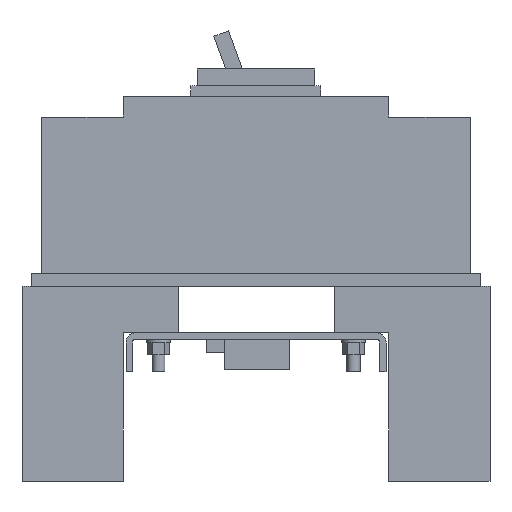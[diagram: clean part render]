
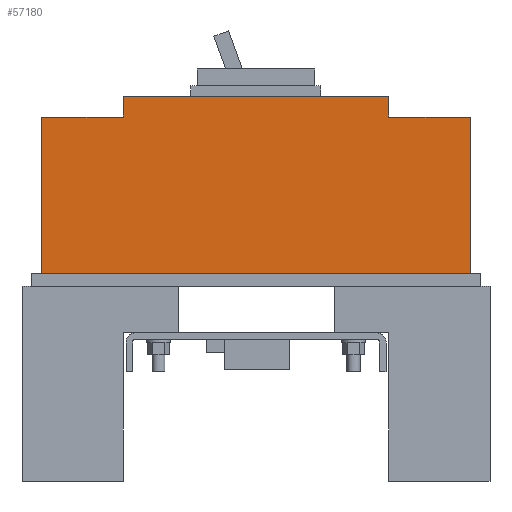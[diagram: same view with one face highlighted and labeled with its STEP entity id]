
A CAD part, left-side view. The second image highlights one B-rep face of the part: STEP entity #57180.
In plain terms, the highlighted planar face has unit normal (-1, 0, 0).
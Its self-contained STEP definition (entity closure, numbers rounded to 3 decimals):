
#56470=CARTESIAN_POINT('',(0.,0.,185.));
#56480=DIRECTION('',(1.,-0.,0.));
#56490=DIRECTION('',(0.,0.,-1.));
#56500=AXIS2_PLACEMENT_3D('',#56470,#56480,#56490);
#56510=PLANE('',#56500);
#56520=CARTESIAN_POINT('',(0.,141.,-27.));
#56530=DIRECTION('',(0.,-1.,0.));
#56540=VECTOR('',#56530,1.);
#56550=LINE('',#56520,#56540);
#56560=CARTESIAN_POINT('',(0.,141.,-27.));
#56570=VERTEX_POINT('',#56560);
#56580=CARTESIAN_POINT('',(0.,39.,-27.));
#56590=VERTEX_POINT('',#56580);
#56600=EDGE_CURVE('',#56570,#56590,#56550,.T.);
#56610=ORIENTED_EDGE('',*,*,#56600,.F.);
#56620=CARTESIAN_POINT('',(0.,39.,-27.));
#56630=DIRECTION('',(0.,0.,-1.));
#56640=VECTOR('',#56630,1.);
#56650=LINE('',#56620,#56640);
#56660=CARTESIAN_POINT('',(0.,39.,-35.));
#56670=VERTEX_POINT('',#56660);
#56680=EDGE_CURVE('',#56590,#56670,#56650,.T.);
#56690=ORIENTED_EDGE('',*,*,#56680,.F.);
#56700=CARTESIAN_POINT('',(0.,0.,-35.));
#56710=DIRECTION('',(0.,-1.,0.));
#56720=VECTOR('',#56710,1.);
#56730=LINE('',#56700,#56720);
#56740=CARTESIAN_POINT('',(0.,7.5,-35.));
#56750=VERTEX_POINT('',#56740);
#56760=EDGE_CURVE('',#56670,#56750,#56730,.T.);
#56770=ORIENTED_EDGE('',*,*,#56760,.F.);
#56780=CARTESIAN_POINT('',(0.,7.5,185.));
#56790=DIRECTION('',(0.,0.,-1.));
#56800=VECTOR('',#56790,1.);
#56810=LINE('',#56780,#56800);
#56820=CARTESIAN_POINT('',(0.,7.5,-95.));
#56830=VERTEX_POINT('',#56820);
#56840=EDGE_CURVE('',#56750,#56830,#56810,.T.);
#56850=ORIENTED_EDGE('',*,*,#56840,.F.);
#56860=CARTESIAN_POINT('',(0.,0.,-95.));
#56870=DIRECTION('',(0.,1.,0.));
#56880=VECTOR('',#56870,1.);
#56890=LINE('',#56860,#56880);
#56900=CARTESIAN_POINT('',(0.,172.5,-95.));
#56910=VERTEX_POINT('',#56900);
#56920=EDGE_CURVE('',#56830,#56910,#56890,.T.);
#56930=ORIENTED_EDGE('',*,*,#56920,.F.);
#56940=CARTESIAN_POINT('',(0.,172.5,185.));
#56950=DIRECTION('',(0.,0.,1.));
#56960=VECTOR('',#56950,1.);
#56970=LINE('',#56940,#56960);
#56980=CARTESIAN_POINT('',(0.,172.5,-35.));
#56990=VERTEX_POINT('',#56980);
#57000=EDGE_CURVE('',#56910,#56990,#56970,.T.);
#57010=ORIENTED_EDGE('',*,*,#57000,.F.);
#57020=CARTESIAN_POINT('',(0.,0.,-35.));
#57030=DIRECTION('',(0.,-1.,0.));
#57040=VECTOR('',#57030,1.);
#57050=LINE('',#57020,#57040);
#57060=CARTESIAN_POINT('',(0.,141.,-35.));
#57070=VERTEX_POINT('',#57060);
#57080=EDGE_CURVE('',#56990,#57070,#57050,.T.);
#57090=ORIENTED_EDGE('',*,*,#57080,.F.);
#57100=CARTESIAN_POINT('',(0.,141.,-35.));
#57110=DIRECTION('',(0.,0.,1.));
#57120=VECTOR('',#57110,1.);
#57130=LINE('',#57100,#57120);
#57140=EDGE_CURVE('',#57070,#56570,#57130,.T.);
#57150=ORIENTED_EDGE('',*,*,#57140,.F.);
#57160=EDGE_LOOP('',(#57150,#57090,#57010,#56930,#56850,#56770,#56690,
#56610));
#57170=FACE_OUTER_BOUND('',#57160,.T.);
#57180=ADVANCED_FACE('',(#57170),#56510,.F.);
